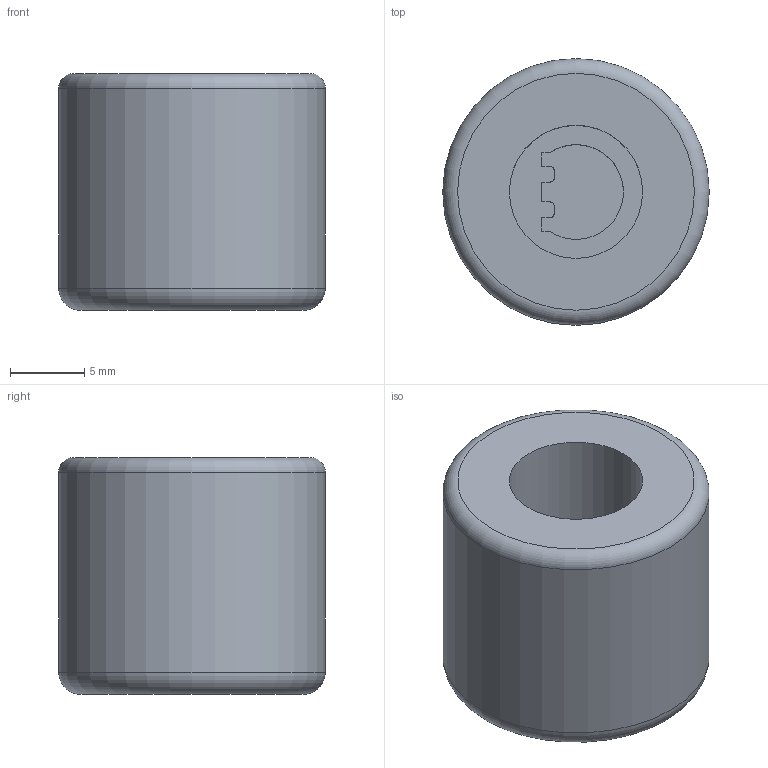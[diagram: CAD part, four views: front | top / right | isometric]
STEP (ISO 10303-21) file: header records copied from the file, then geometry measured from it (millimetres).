
FILE_DESCRIPTION(('HOOPS Exchange Step'),'2;1');
FILE_NAME('temp_export','2025-02-09T13:26:22+08:00',('tcyeee'),('Shapr3D Limited'),'HOOPS Exchange 2024.6','Shapr3D','Authorized');
FILE_SCHEMA( ('AP242_MANAGED_MODEL_BASED_3D_ENGINEERING_MIM_LF {1 0 10303 442 1 1 4 }') );
Length unit declared in the file: millimetre
Products named in the file (2): 配件; root
Assembly tree (1 placements, depth 2):
  root
    配件
Bounding box: 18 x 18 x 16 mm (x, y, z)
Volume: 3356.6 mm3; surface area: 1716.2 mm2
Topology: 1 solids, 1 shells, 24 faces, 60 edges, 40 vertices
Faces by surface type: plane 15, cylinder 7, torus 2
Full cylindrical faces by diameter (mm): 9 x1, 18 x1
Entity records: 785 total; most frequent: DIRECTION 136, CARTESIAN_POINT 128, ORIENTED_EDGE 120, EDGE_CURVE 60, AXIS2_PLACEMENT_3D 48, VERTEX_POINT 40, VECTOR 40, LINE 40
